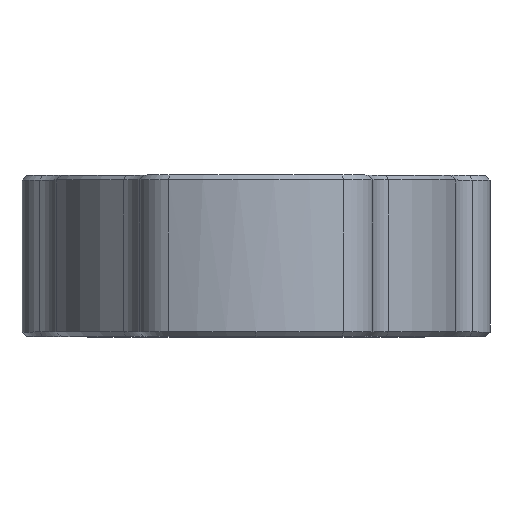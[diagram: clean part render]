
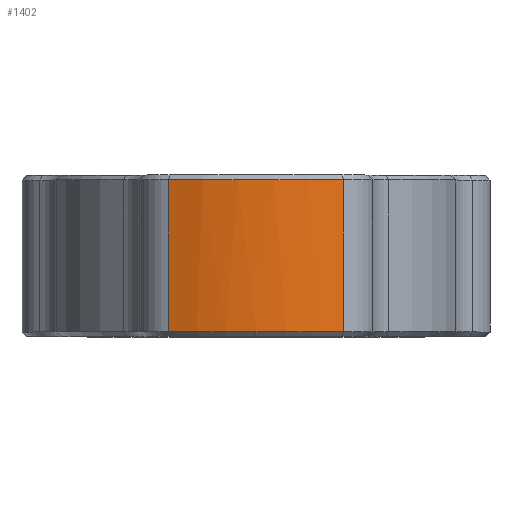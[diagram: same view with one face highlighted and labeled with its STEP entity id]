
A CAD part, top view. The second image highlights one B-rep face of the part: STEP entity #1402.
In plain terms, the highlighted cylindrical face has radius 25 mm (diameter 50 mm), a partial arc.
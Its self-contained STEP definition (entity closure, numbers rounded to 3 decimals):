
#109 = DIRECTION ( 'NONE',  ( 0., 0., -1. ) ) ;
#474 = FACE_OUTER_BOUND ( 'NONE', #5696, .T. ) ;
#602 = AXIS2_PLACEMENT_3D ( 'NONE', #3302, #8277, #7496 ) ;
#919 = VERTEX_POINT ( 'NONE', #5891 ) ;
#1006 = CARTESIAN_POINT ( 'NONE',  ( -9.281, -3., 23.213 ) ) ;
#1232 = CARTESIAN_POINT ( 'NONE',  ( -9.281, 13.1, 23.213 ) ) ;
#1402 = ADVANCED_FACE ( 'NONE', ( #474 ), #2664, .T. ) ;
#1512 = DIRECTION ( 'NONE',  ( 0., -1., 0. ) ) ;
#1646 = ORIENTED_EDGE ( 'NONE', *, *, #6869, .T. ) ;
#1946 = EDGE_CURVE ( 'NONE', #8849, #8638, #3636, .T. ) ;
#2257 = VECTOR ( 'NONE', #5869, 1000. ) ;
#2462 = EDGE_CURVE ( 'NONE', #919, #4383, #7211, .T. ) ;
#2664 = CYLINDRICAL_SURFACE ( 'NONE', #3937, 25. ) ;
#2940 = DIRECTION ( 'NONE',  ( 0., 0., -1. ) ) ;
#3036 = AXIS2_PLACEMENT_3D ( 'NONE', #8498, #5122, #2940 ) ;
#3302 = CARTESIAN_POINT ( 'NONE',  ( 0., -3., 0. ) ) ;
#3431 = CARTESIAN_POINT ( 'NONE',  ( 9.281, 13.1, 23.213 ) ) ;
#3636 = LINE ( 'NONE', #7079, #6847 ) ;
#3730 = CARTESIAN_POINT ( 'NONE',  ( 9.281, 13.6, 23.213 ) ) ;
#3937 = AXIS2_PLACEMENT_3D ( 'NONE', #6830, #7425, #4615 ) ;
#4131 = CARTESIAN_POINT ( 'NONE',  ( 9.281, -3., 23.213 ) ) ;
#4383 = VERTEX_POINT ( 'NONE', #4131 ) ;
#4418 = LINE ( 'NONE', #3730, #2257 ) ;
#4548 = VERTEX_POINT ( 'NONE', #3431 ) ;
#4615 = DIRECTION ( 'NONE',  ( 0., 0., -1. ) ) ;
#4805 = CIRCLE ( 'NONE', #3036, 25. ) ;
#5011 = ORIENTED_EDGE ( 'NONE', *, *, #9000, .T. ) ;
#5122 = DIRECTION ( 'NONE',  ( 0., -1., 0. ) ) ;
#5263 = ORIENTED_EDGE ( 'NONE', *, *, #5435, .T. ) ;
#5435 = EDGE_CURVE ( 'NONE', #4383, #4548, #4418, .T. ) ;
#5696 = EDGE_LOOP ( 'NONE', ( #8954, #5011, #6043, #5263, #1646 ) ) ;
#5869 = DIRECTION ( 'NONE',  ( 0., 1., 0. ) ) ;
#5891 = CARTESIAN_POINT ( 'NONE',  ( 0., -3., 25. ) ) ;
#6043 = ORIENTED_EDGE ( 'NONE', *, *, #2462, .T. ) ;
#6262 = AXIS2_PLACEMENT_3D ( 'NONE', #6424, #7759, #109 ) ;
#6424 = CARTESIAN_POINT ( 'NONE',  ( 0., -3., 0. ) ) ;
#6830 = CARTESIAN_POINT ( 'NONE',  ( 0., 13.6, 0. ) ) ;
#6847 = VECTOR ( 'NONE', #1512, 1000. ) ;
#6869 = EDGE_CURVE ( 'NONE', #4548, #8849, #4805, .T. ) ;
#6989 = CIRCLE ( 'NONE', #6262, 25. ) ;
#7079 = CARTESIAN_POINT ( 'NONE',  ( -9.281, 13.6, 23.213 ) ) ;
#7211 = CIRCLE ( 'NONE', #602, 25. ) ;
#7425 = DIRECTION ( 'NONE',  ( 0., -1., 0. ) ) ;
#7496 = DIRECTION ( 'NONE',  ( 0., 0., -1. ) ) ;
#7759 = DIRECTION ( 'NONE',  ( 0., 1., 0. ) ) ;
#8277 = DIRECTION ( 'NONE',  ( 0., 1., 0. ) ) ;
#8498 = CARTESIAN_POINT ( 'NONE',  ( 0., 13.1, 0. ) ) ;
#8638 = VERTEX_POINT ( 'NONE', #1006 ) ;
#8849 = VERTEX_POINT ( 'NONE', #1232 ) ;
#8954 = ORIENTED_EDGE ( 'NONE', *, *, #1946, .T. ) ;
#9000 = EDGE_CURVE ( 'NONE', #8638, #919, #6989, .T. ) ;
